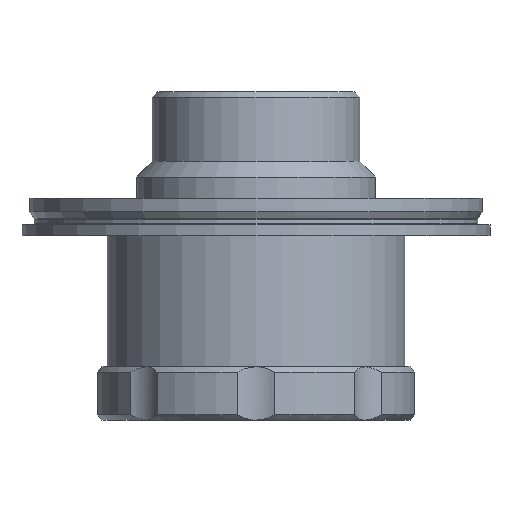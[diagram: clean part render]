
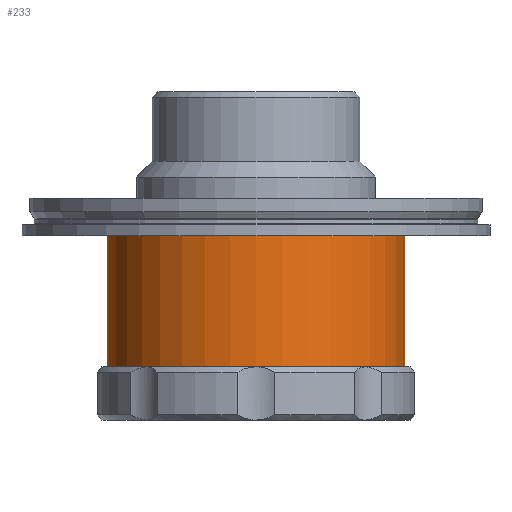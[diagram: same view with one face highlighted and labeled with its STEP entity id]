
A CAD part, front view. The second image highlights one B-rep face of the part: STEP entity #233.
In plain terms, the highlighted cylindrical face has radius 28 mm (diameter 56 mm), a partial arc.
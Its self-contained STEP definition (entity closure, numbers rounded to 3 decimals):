
#233 = ADVANCED_FACE ( 'NONE', ( #13536 ), #1133, .T. ) ;
#1043 = VERTEX_POINT ( 'NONE', #12797 ) ;
#1133 = CYLINDRICAL_SURFACE ( 'NONE', #1885, 28. ) ;
#1885 = AXIS2_PLACEMENT_3D ( 'NONE', #3434, #3363, #4554 ) ;
#1957 = EDGE_CURVE ( 'NONE', #4858, #8404, #4816, .T. ) ;
#2313 = ORIENTED_EDGE ( 'NONE', *, *, #13369, .F. ) ;
#2328 = DIRECTION ( 'NONE',  ( 0., 0., 1. ) ) ;
#2791 = VECTOR ( 'NONE', #8108, 1000. ) ;
#3135 = CARTESIAN_POINT ( 'NONE',  ( -28., 0., -50.762 ) ) ;
#3363 = DIRECTION ( 'NONE',  ( 0., 0., 1. ) ) ;
#3434 = CARTESIAN_POINT ( 'NONE',  ( 0., 0., 0. ) ) ;
#3560 = CARTESIAN_POINT ( 'NONE',  ( 0., 0., -24.562 ) ) ;
#4554 = DIRECTION ( 'NONE',  ( 1., 0., 0. ) ) ;
#4597 = CIRCLE ( 'NONE', #9488, 28. ) ;
#4708 = CARTESIAN_POINT ( 'NONE',  ( -28., 0., 0. ) ) ;
#4816 = LINE ( 'NONE', #12923, #2791 ) ;
#4858 = VERTEX_POINT ( 'NONE', #8165 ) ;
#5298 = VECTOR ( 'NONE', #2328, 1000. ) ;
#5664 = ORIENTED_EDGE ( 'NONE', *, *, #9303, .T. ) ;
#5806 = LINE ( 'NONE', #4708, #5298 ) ;
#6607 = ORIENTED_EDGE ( 'NONE', *, *, #9191, .F. ) ;
#8108 = DIRECTION ( 'NONE',  ( 0., 0., 1. ) ) ;
#8165 = CARTESIAN_POINT ( 'NONE',  ( 28., 0., -50.762 ) ) ;
#8404 = VERTEX_POINT ( 'NONE', #10589 ) ;
#8833 = DIRECTION ( 'NONE',  ( 1., 0., 0. ) ) ;
#8962 = CIRCLE ( 'NONE', #11590, 28. ) ;
#9191 = EDGE_CURVE ( 'NONE', #11885, #1043, #5806, .T. ) ;
#9303 = EDGE_CURVE ( 'NONE', #11885, #4858, #4597, .T. ) ;
#9488 = AXIS2_PLACEMENT_3D ( 'NONE', #14608, #11220, #8833 ) ;
#10589 = CARTESIAN_POINT ( 'NONE',  ( 28., 0., -24.562 ) ) ;
#11220 = DIRECTION ( 'NONE',  ( 0., 0., 1. ) ) ;
#11315 = DIRECTION ( 'NONE',  ( 0., 0., 1. ) ) ;
#11590 = AXIS2_PLACEMENT_3D ( 'NONE', #3560, #11315, #13590 ) ;
#11737 = EDGE_LOOP ( 'NONE', ( #6607, #5664, #12721, #2313 ) ) ;
#11885 = VERTEX_POINT ( 'NONE', #3135 ) ;
#12721 = ORIENTED_EDGE ( 'NONE', *, *, #1957, .T. ) ;
#12797 = CARTESIAN_POINT ( 'NONE',  ( -28., 0., -24.562 ) ) ;
#12923 = CARTESIAN_POINT ( 'NONE',  ( 28., 0., 0. ) ) ;
#13369 = EDGE_CURVE ( 'NONE', #1043, #8404, #8962, .T. ) ;
#13536 = FACE_OUTER_BOUND ( 'NONE', #11737, .T. ) ;
#13590 = DIRECTION ( 'NONE',  ( 1., 0., 0. ) ) ;
#14608 = CARTESIAN_POINT ( 'NONE',  ( 0., 0., -50.762 ) ) ;
